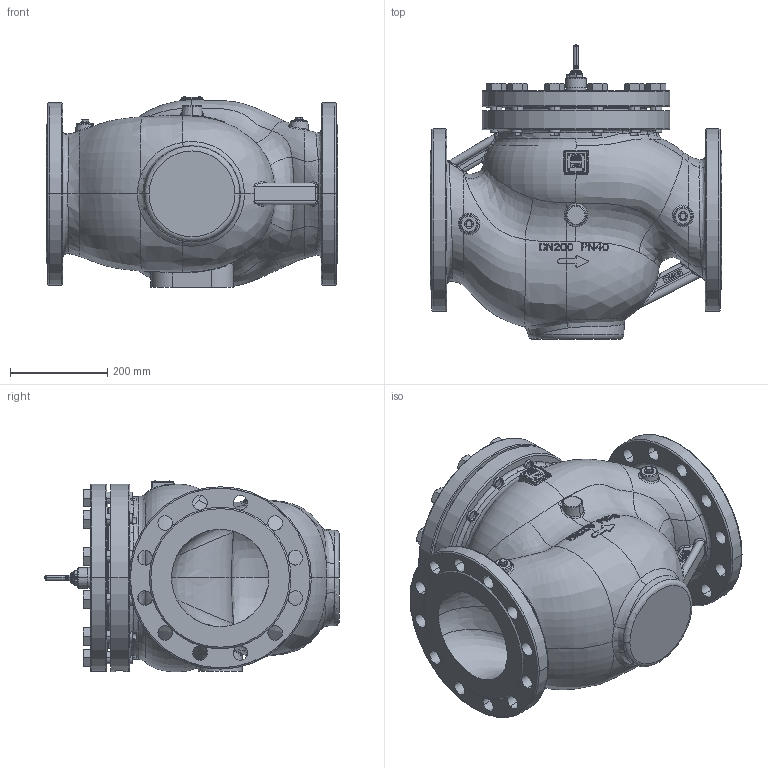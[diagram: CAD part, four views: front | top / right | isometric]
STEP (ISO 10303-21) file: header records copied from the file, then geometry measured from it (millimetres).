
FILE_DESCRIPTION((''),'2;1');
FILE_NAME('065B5519_VFG22_PN40_DN200_ASM','2024-03-25T16:19:00',('U384264'),('Danfoss'),'CREO PARAMETRIC BY PTC INC, 2022124','CREO PARAMETRIC BY PTC INC, 2022124','');
FILE_SCHEMA(('CONFIG_CONTROL_DESIGN'));
Products named in the file (13): 88650190_VALVE_B_VFG_DN200_PN40; 88650890_VALVE_C_VFG_DN200_PN40; 88652440_CONICAL_INS_DN150_200; 54590640; 88651440_CON_INS_SUB_DN150-200_ASM; 88652230_VFG_STEM_DN200; 5184027; 51817290_M5_ZATIC; LABEL_PLATE_37X37; 5589607; 54540510; 188610240; 065B5519_VFG22_PN40_DN200_ASM
Assembly tree (28 placements, depth 3):
  065B5519_VFG22_PN40_DN200_ASM
    88650190_VALVE_B_VFG_DN200_PN40
    88650890_VALVE_C_VFG_DN200_PN40
    88651440_CON_INS_SUB_DN150-200_ASM
      88652440_CONICAL_INS_DN150_200
      54590640
    88652230_VFG_STEM_DN200
    5184027  x12
    51817290_M5_ZATIC
    LABEL_PLATE_37X37
    5589607  x4
    54540510  x2
    188610240  x2
Bounding box: 600 x 606 x 394.01 mm (x, y, z)
Volume: 28576124 mm3; surface area: 2638582.9 mm2
Topology: 27 solids, 74 shells, 2941 faces, 7796 edges, 5034 vertices
Faces by surface type: plane 1706, cylinder 463, bspline 271, cone 250, torus 124, extrusion 117, sphere 8, revolution 2
Entity records: 116979 total; most frequent: CARTESIAN_POINT 55007, ORIENTED_EDGE 13818, DIRECTION 10972, EDGE_CURVE 6986, VERTEX_POINT 4552, VECTOR 3908, LINE 3791, AXIS2_PLACEMENT_3D 3531
